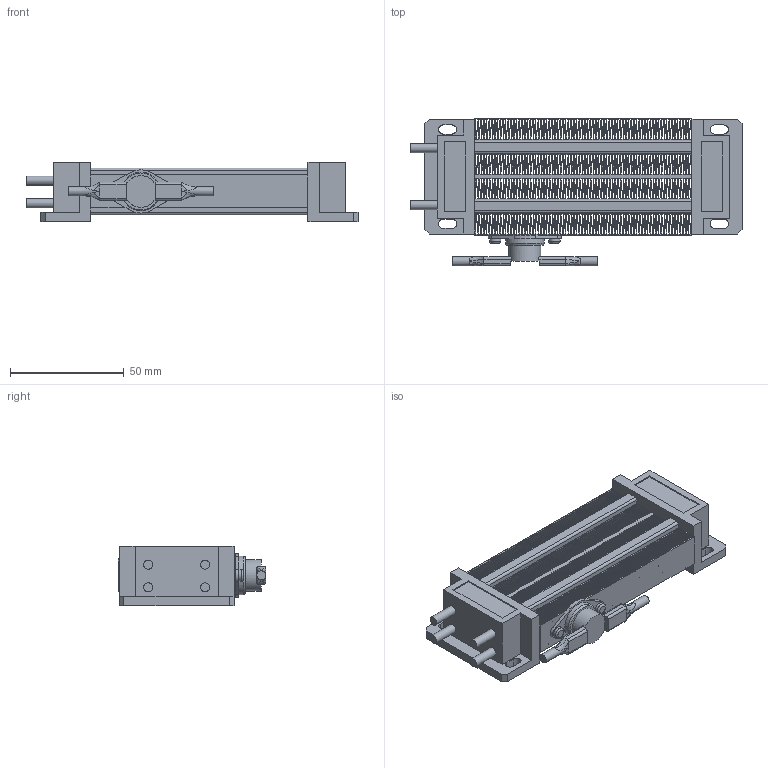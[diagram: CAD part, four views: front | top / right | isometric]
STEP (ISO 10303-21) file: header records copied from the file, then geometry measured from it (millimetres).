
FILE_DESCRIPTION(/* description */ ('','CAx-IF Rec.Pracs.---Representation and Presentation of Product Manufacturing Information (PMI)---4.0---2014-10-13'),/* implementation_level */ '2;1');
FILE_NAME(/* name */ 'PTC_Heater_110V_500W.step',/* time_stamp */ '2024-12-07T17:39:54-05:00',/* author */ (''),/* organization */ (''),/* preprocessor_version */ 'ST-DEVELOPER v20',/* originating_system */ 'Autodesk Translation Framework v13.20.0.188',/* authorisation */ '');
FILE_SCHEMA (('AP242_MANAGED_MODEL_BASED_3D_ENGINEERING_MIM_LF { 1 0 10303 442 1 1 4 }'));
Products named in the file (1): ptc_heating_110V_500W
Bounding box: 146 x 65 x 26 mm (x, y, z)
Volume: 79770.8 mm3; surface area: 191410.9 mm2
Topology: 1 solids, 1 shells, 2141 faces, 6327 edges, 4201 vertices
Faces by surface type: plane 2045, bspline 55, cylinder 38, torus 2, cone 1
Full cylindrical faces by diameter (mm): 4 x6, 5 x2, 14 x1, 17 x1
Entity records: 77150 total; most frequent: CARTESIAN_POINT 17485, ORIENTED_EDGE 12638, DIRECTION 10496, EDGE_CURVE 6319, LINE 6128, VECTOR 6128, VERTEX_POINT 4201, EDGE_LOOP 3434
